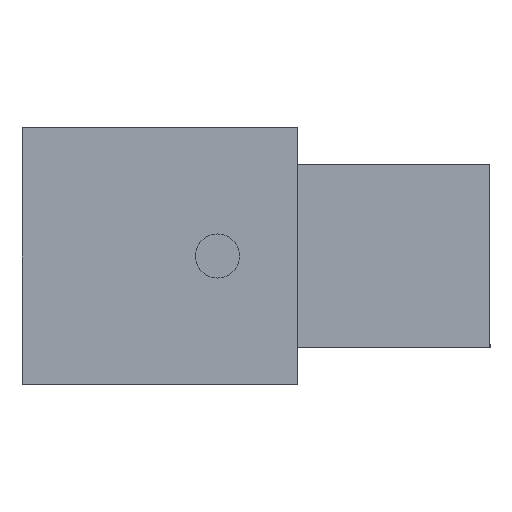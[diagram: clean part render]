
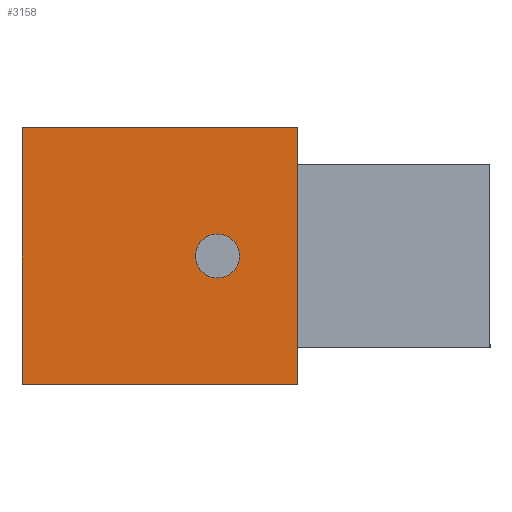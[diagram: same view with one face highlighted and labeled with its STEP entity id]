
A CAD part, left-side view. The second image highlights one B-rep face of the part: STEP entity #3158.
In plain terms, the highlighted face is planar.
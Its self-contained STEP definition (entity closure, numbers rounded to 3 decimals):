
#88 = LINE ( 'NONE', #3205, #1239 ) ;
#112 = DIRECTION ( 'NONE',  ( 1., 0., 0. ) ) ;
#155 = PLANE ( 'NONE',  #999 ) ;
#206 = LINE ( 'NONE', #1261, #1056 ) ;
#380 = LINE ( 'NONE', #2490, #2202 ) ;
#388 = EDGE_CURVE ( 'NONE', #389, #2868, #1570, .T. ) ;
#389 = VERTEX_POINT ( 'NONE', #615 ) ;
#615 = CARTESIAN_POINT ( 'NONE',  ( -3.93, 9.1, 0. ) ) ;
#628 = ORIENTED_EDGE ( 'NONE', *, *, #3311, .F. ) ;
#652 = EDGE_CURVE ( 'NONE', #2034, #756, #1728, .T. ) ;
#709 = ORIENTED_EDGE ( 'NONE', *, *, #2100, .F. ) ;
#756 = VERTEX_POINT ( 'NONE', #3326 ) ;
#960 = FACE_OUTER_BOUND ( 'NONE', #2389, .T. ) ;
#989 = VERTEX_POINT ( 'NONE', #2042 ) ;
#999 = AXIS2_PLACEMENT_3D ( 'NONE', #3316, #2579, #2531 ) ;
#1012 = DIRECTION ( 'NONE',  ( -1., 0., 0. ) ) ;
#1056 = VECTOR ( 'NONE', #1824, 1000. ) ;
#1239 = VECTOR ( 'NONE', #1375, 1000. ) ;
#1261 = CARTESIAN_POINT ( 'NONE',  ( -17.33, 19., 0. ) ) ;
#1375 = DIRECTION ( 'NONE',  ( 0., -1., 0. ) ) ;
#1506 = DIRECTION ( 'NONE',  ( 0., 1., 0. ) ) ;
#1554 = EDGE_LOOP ( 'NONE', ( #709, #2696 ) ) ;
#1570 = CIRCLE ( 'NONE', #1696, 1.7 ) ;
#1696 = AXIS2_PLACEMENT_3D ( 'NONE', #2445, #2463, #3219 ) ;
#1728 = LINE ( 'NONE', #3340, #3051 ) ;
#1754 = FACE_BOUND ( 'NONE', #1554, .T. ) ;
#1809 = DIRECTION ( 'NONE',  ( 0., 0., -1. ) ) ;
#1824 = DIRECTION ( 'NONE',  ( -1., 0., 0. ) ) ;
#1983 = CARTESIAN_POINT ( 'NONE',  ( -17.33, 19., 0. ) ) ;
#2034 = VERTEX_POINT ( 'NONE', #2386 ) ;
#2042 = CARTESIAN_POINT ( 'NONE',  ( -17.33, -0.8, 0. ) ) ;
#2100 = EDGE_CURVE ( 'NONE', #2868, #389, #2357, .T. ) ;
#2108 = ORIENTED_EDGE ( 'NONE', *, *, #2536, .F. ) ;
#2146 = CARTESIAN_POINT ( 'NONE',  ( -2.23, 9.1, 0. ) ) ;
#2202 = VECTOR ( 'NONE', #112, 1000. ) ;
#2224 = EDGE_CURVE ( 'NONE', #989, #2034, #380, .T. ) ;
#2259 = AXIS2_PLACEMENT_3D ( 'NONE', #2146, #1809, #1012 ) ;
#2357 = CIRCLE ( 'NONE', #2259, 1.7 ) ;
#2386 = CARTESIAN_POINT ( 'NONE',  ( 3.93, -0.8, 0. ) ) ;
#2389 = EDGE_LOOP ( 'NONE', ( #2448, #3295, #628, #2108 ) ) ;
#2445 = CARTESIAN_POINT ( 'NONE',  ( -2.23, 9.1, 0. ) ) ;
#2448 = ORIENTED_EDGE ( 'NONE', *, *, #652, .F. ) ;
#2463 = DIRECTION ( 'NONE',  ( 0., 0., -1. ) ) ;
#2490 = CARTESIAN_POINT ( 'NONE',  ( -17.33, -0.8, 0. ) ) ;
#2531 = DIRECTION ( 'NONE',  ( -1., 0., 0. ) ) ;
#2536 = EDGE_CURVE ( 'NONE', #756, #2709, #206, .T. ) ;
#2579 = DIRECTION ( 'NONE',  ( 0., 0., -1. ) ) ;
#2696 = ORIENTED_EDGE ( 'NONE', *, *, #388, .F. ) ;
#2709 = VERTEX_POINT ( 'NONE', #1983 ) ;
#2868 = VERTEX_POINT ( 'NONE', #3032 ) ;
#3032 = CARTESIAN_POINT ( 'NONE',  ( -0.53, 9.1, 0. ) ) ;
#3051 = VECTOR ( 'NONE', #1506, 1000. ) ;
#3158 = ADVANCED_FACE ( 'NONE', ( #1754, #960 ), #155, .T. ) ;
#3205 = CARTESIAN_POINT ( 'NONE',  ( -17.33, 0., 0. ) ) ;
#3219 = DIRECTION ( 'NONE',  ( -1., 0., 0. ) ) ;
#3295 = ORIENTED_EDGE ( 'NONE', *, *, #2224, .F. ) ;
#3311 = EDGE_CURVE ( 'NONE', #2709, #989, #88, .T. ) ;
#3316 = CARTESIAN_POINT ( 'NONE',  ( 0., 0., 0. ) ) ;
#3326 = CARTESIAN_POINT ( 'NONE',  ( 3.93, 19., 0. ) ) ;
#3340 = CARTESIAN_POINT ( 'NONE',  ( 3.93, -0.001, 0. ) ) ;
